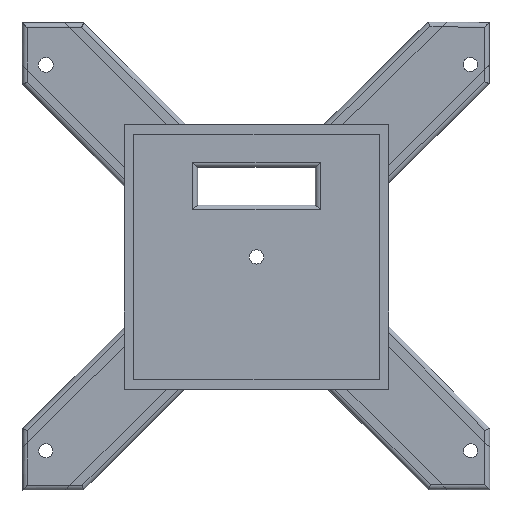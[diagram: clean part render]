
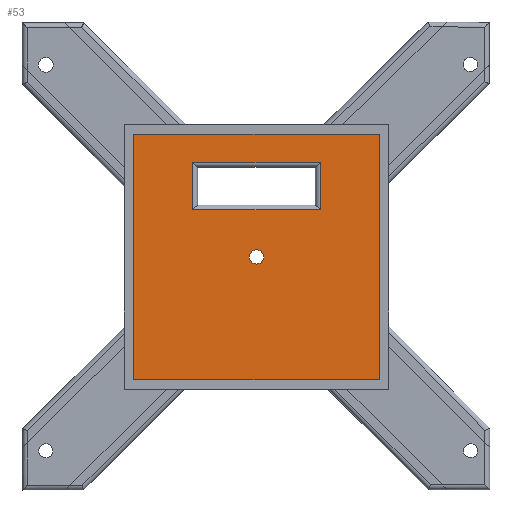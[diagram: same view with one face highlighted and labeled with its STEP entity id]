
A CAD part, front view. The second image highlights one B-rep face of the part: STEP entity #53.
In plain terms, the highlighted planar face has unit normal (0, -1, 0).
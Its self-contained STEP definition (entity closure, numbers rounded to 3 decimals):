
#53=ADVANCED_FACE('',(#136,#138,#140),#142,.F.);
#136=FACE_BOUND('',#137,.T.);
#137=EDGE_LOOP('',(#753,#754,#755,#756));
#138=FACE_BOUND('',#139,.T.);
#139=EDGE_LOOP('',(#757,#758,#759,#760));
#140=FACE_BOUND('',#141,.T.);
#141=EDGE_LOOP('',(#761));
#142=PLANE('',#143);
#143=AXIS2_PLACEMENT_3D('',#144,#145,#146);
#144=CARTESIAN_POINT('',(0.,7.,0.));
#145=DIRECTION('',(0.,1.,0.));
#146=DIRECTION('',(-1.,0.,0.));
#753=ORIENTED_EDGE('',*,*,#1195,.T.);
#754=ORIENTED_EDGE('',*,*,#1196,.T.);
#755=ORIENTED_EDGE('',*,*,#1197,.T.);
#756=ORIENTED_EDGE('',*,*,#1198,.T.);
#757=ORIENTED_EDGE('',*,*,#1199,.T.);
#758=ORIENTED_EDGE('',*,*,#1200,.T.);
#759=ORIENTED_EDGE('',*,*,#1201,.T.);
#760=ORIENTED_EDGE('',*,*,#1202,.T.);
#761=ORIENTED_EDGE('',*,*,#1203,.T.);
#1195=EDGE_CURVE('',#1416,#1417,#1418,.F.);
#1196=EDGE_CURVE('',#1417,#1419,#1420,.F.);
#1197=EDGE_CURVE('',#1419,#1421,#1422,.F.);
#1198=EDGE_CURVE('',#1421,#1416,#1423,.F.);
#1199=EDGE_CURVE('',#1424,#1425,#1426,.T.);
#1200=EDGE_CURVE('',#1425,#1427,#1428,.T.);
#1201=EDGE_CURVE('',#1427,#1429,#1430,.T.);
#1202=EDGE_CURVE('',#1429,#1424,#1431,.T.);
#1203=EDGE_CURVE('',#1432,#1432,#1433,.T.);
#1416=VERTEX_POINT('',#1783);
#1417=VERTEX_POINT('',#1784);
#1418=LINE('',#1785,#1786);
#1419=VERTEX_POINT('',#1788);
#1420=LINE('',#1789,#1790);
#1421=VERTEX_POINT('',#1792);
#1422=LINE('',#1793,#1794);
#1423=LINE('',#1796,#1797);
#1424=VERTEX_POINT('',#1799);
#1425=VERTEX_POINT('',#1800);
#1426=LINE('',#1801,#1802);
#1427=VERTEX_POINT('',#1804);
#1428=LINE('',#1805,#1806);
#1429=VERTEX_POINT('',#1808);
#1430=LINE('',#1809,#1810);
#1431=LINE('',#1812,#1813);
#1432=VERTEX_POINT('',#1815);
#1433=CIRCLE('',#1816,1.5);
#1783=CARTESIAN_POINT('',(-52.,7.,0.));
#1784=CARTESIAN_POINT('',(0.,7.,0.));
#1785=CARTESIAN_POINT('',(0.,7.,0.));
#1786=VECTOR('',#1787,1.);
#1787=DIRECTION('',(-1.,0.,0.));
#1788=CARTESIAN_POINT('',(0.,7.,52.));
#1789=CARTESIAN_POINT('',(0.,7.,52.));
#1790=VECTOR('',#1791,1.);
#1791=DIRECTION('',(0.,0.,-1.));
#1792=CARTESIAN_POINT('',(-52.,7.,52.));
#1793=CARTESIAN_POINT('',(-52.,7.,52.));
#1794=VECTOR('',#1795,1.);
#1795=DIRECTION('',(1.,0.,0.));
#1796=CARTESIAN_POINT('',(-52.,7.,0.));
#1797=VECTOR('',#1798,1.);
#1798=DIRECTION('',(0.,0.,1.));
#1799=CARTESIAN_POINT('',(-12.5,7.,36.));
#1800=CARTESIAN_POINT('',(-39.5,7.,36.));
#1801=CARTESIAN_POINT('',(-12.5,7.,36.));
#1802=VECTOR('',#1803,1.);
#1803=DIRECTION('',(-1.,0.,0.));
#1804=CARTESIAN_POINT('',(-39.5,7.,46.));
#1805=CARTESIAN_POINT('',(-39.5,7.,36.));
#1806=VECTOR('',#1807,1.);
#1807=DIRECTION('',(0.,0.,1.));
#1808=CARTESIAN_POINT('',(-12.5,7.,46.));
#1809=CARTESIAN_POINT('',(-39.5,7.,46.));
#1810=VECTOR('',#1811,1.);
#1811=DIRECTION('',(1.,0.,0.));
#1812=CARTESIAN_POINT('',(-12.5,7.,46.));
#1813=VECTOR('',#1814,1.);
#1814=DIRECTION('',(0.,0.,-1.));
#1815=CARTESIAN_POINT('',(-27.5,7.,26.));
#1816=AXIS2_PLACEMENT_3D('',#1817,#1818,#1819);
#1817=CARTESIAN_POINT('',(-26.,7.,26.));
#1818=DIRECTION('',(0.,1.,0.));
#1819=DIRECTION('',(-1.,0.,0.));
